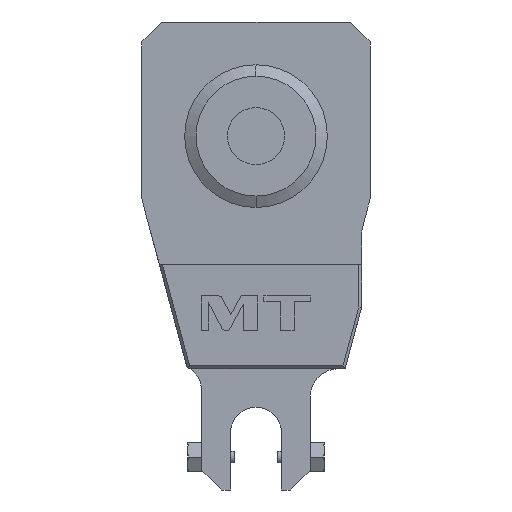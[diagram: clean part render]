
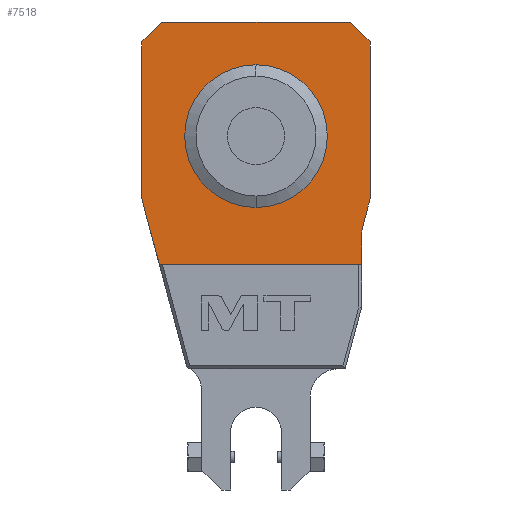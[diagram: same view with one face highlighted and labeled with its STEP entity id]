
A CAD part, left-side view. The second image highlights one B-rep face of the part: STEP entity #7518.
In plain terms, the highlighted planar face has unit normal (-1, 0, 0).
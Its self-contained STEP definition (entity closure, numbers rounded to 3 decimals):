
#1518=DIRECTION('',(0.,0.,-1.));
#1519=VECTOR('',#1518,10.487);
#1520=CARTESIAN_POINT('',(-128.4,-37.,7.487));
#1521=LINE('',#1520,#1519);
#1522=DIRECTION('',(0.,1.,0.));
#1523=VECTOR('',#1522,70.837);
#1524=CARTESIAN_POINT('',(-128.4,-37.,-3.));
#1525=LINE('',#1524,#1523);
#1526=DIRECTION('',(0.,0.259,0.966));
#1527=VECTOR('',#1526,23.811);
#1528=CARTESIAN_POINT('',(-128.4,33.837,-3.));
#1529=LINE('',#1528,#1527);
#1530=DIRECTION('',(0.,0.,1.));
#1531=VECTOR('',#1530,55.);
#1532=CARTESIAN_POINT('',(-128.4,40.,20.));
#1533=LINE('',#1532,#1531);
#1534=DIRECTION('',(0.,-1.,0.));
#1535=VECTOR('',#1534,66.);
#1536=CARTESIAN_POINT('',(-128.4,33.,82.));
#1537=LINE('',#1536,#1535);
#1538=DIRECTION('',(0.,0.,-1.));
#1539=VECTOR('',#1538,55.);
#1540=CARTESIAN_POINT('',(-128.4,-40.,75.));
#1541=LINE('',#1540,#1539);
#1542=DIRECTION('',(0.,0.259,-0.966));
#1543=VECTOR('',#1542,10.275);
#1544=CARTESIAN_POINT('',(-128.4,-40.,20.));
#1545=LINE('',#1544,#1543);
#1546=CARTESIAN_POINT('',(-128.4,-47.,7.487));
#1547=DIRECTION('',(-1.,0.,0.));
#1548=DIRECTION('',(0.,0.966,0.259));
#1549=AXIS2_PLACEMENT_3D('',#1546,#1547,#1548);
#1563=DIRECTION('',(0.,0.707,-0.707));
#1564=VECTOR('',#1563,9.899);
#1565=CARTESIAN_POINT('',(-128.4,33.,82.));
#1566=LINE('',#1565,#1564);
#1579=DIRECTION('',(0.,0.707,0.707));
#1580=VECTOR('',#1579,9.899);
#1581=CARTESIAN_POINT('',(-128.4,-40.,75.));
#1582=LINE('',#1581,#1580);
#1599=CARTESIAN_POINT('',(-128.4,0.,42.));
#1600=DIRECTION('',(1.,0.,0.));
#1601=DIRECTION('',(0.,0.396,-0.918));
#1602=AXIS2_PLACEMENT_3D('',#1599,#1600,#1601);
#1604=DIRECTION('',(0.,-1.,0.));
#1605=VECTOR('',#1604,16.621);
#1606=CARTESIAN_POINT('',(-128.4,8.311,61.286));
#1607=LINE('',#1606,#1605);
#1622=CARTESIAN_POINT('',(-128.4,0.,42.));
#1623=DIRECTION('',(1.,0.,0.));
#1624=DIRECTION('',(0.,-0.396,0.918));
#1625=AXIS2_PLACEMENT_3D('',#1622,#1623,#1624);
#1627=DIRECTION('',(0.,-1.,0.));
#1628=VECTOR('',#1627,16.621);
#1629=CARTESIAN_POINT('',(-128.4,8.311,22.714));
#1630=LINE('',#1629,#1628);
#5464=CARTESIAN_POINT('',(-128.4,-40.,20.));
#5465=CARTESIAN_POINT('',(-128.4,-37.341,10.076));
#5466=VERTEX_POINT('',#5464);
#5467=VERTEX_POINT('',#5465);
#5472=CARTESIAN_POINT('',(-128.4,40.,20.));
#5474=VERTEX_POINT('',#5472);
#5476=CARTESIAN_POINT('',(-128.4,33.,82.));
#5478=VERTEX_POINT('',#5476);
#5480=CARTESIAN_POINT('',(-128.4,40.,75.));
#5482=VERTEX_POINT('',#5480);
#5484=CARTESIAN_POINT('',(-128.4,-40.,75.));
#5486=VERTEX_POINT('',#5484);
#5488=CARTESIAN_POINT('',(-128.4,-33.,82.));
#5490=VERTEX_POINT('',#5488);
#5492=CARTESIAN_POINT('',(-128.4,-37.,7.487));
#5493=CARTESIAN_POINT('',(-128.4,-37.,-3.));
#5494=VERTEX_POINT('',#5492);
#5495=VERTEX_POINT('',#5493);
#5496=CARTESIAN_POINT('',(-128.4,33.837,-3.));
#5497=VERTEX_POINT('',#5496);
#5524=CARTESIAN_POINT('',(-128.4,8.311,22.714));
#5525=CARTESIAN_POINT('',(-128.4,8.311,61.286));
#5526=VERTEX_POINT('',#5524);
#5527=VERTEX_POINT('',#5525);
#5528=CARTESIAN_POINT('',(-128.4,-8.311,61.286));
#5529=CARTESIAN_POINT('',(-128.4,-8.311,22.714));
#5530=VERTEX_POINT('',#5528);
#5531=VERTEX_POINT('',#5529);
#7483=CARTESIAN_POINT('',(-128.4,0.,42.));
#7484=DIRECTION('',(1.,0.,0.));
#7485=DIRECTION('',(0.,1.,0.));
#7486=AXIS2_PLACEMENT_3D('',#7483,#7484,#7485);
#7487=PLANE('',#7486);
#7488=ORIENTED_EDGE('',*,*,#7474,.T.);
#7489=ORIENTED_EDGE('',*,*,#7464,.T.);
#7491=ORIENTED_EDGE('',*,*,#7490,.T.);
#7493=ORIENTED_EDGE('',*,*,#7492,.T.);
#7495=ORIENTED_EDGE('',*,*,#7494,.F.);
#7497=ORIENTED_EDGE('',*,*,#7496,.T.);
#7499=ORIENTED_EDGE('',*,*,#7498,.F.);
#7501=ORIENTED_EDGE('',*,*,#7500,.T.);
#7503=ORIENTED_EDGE('',*,*,#7502,.T.);
#7505=ORIENTED_EDGE('',*,*,#7504,.T.);
#7506=EDGE_LOOP('',(#7488,#7489,#7491,#7493,#7495,#7497,#7499,#7501,#7503,
#7505));
#7507=FACE_OUTER_BOUND('',#7506,.F.);
#7509=ORIENTED_EDGE('',*,*,#7508,.F.);
#7511=ORIENTED_EDGE('',*,*,#7510,.T.);
#7513=ORIENTED_EDGE('',*,*,#7512,.F.);
#7515=ORIENTED_EDGE('',*,*,#7514,.F.);
#7516=EDGE_LOOP('',(#7509,#7511,#7513,#7515));
#7517=FACE_BOUND('',#7516,.F.);
#7518=ADVANCED_FACE('',(#7507,#7517),#7487,.F.);
#1550=CIRCLE('',#1549,10.);
#1603=CIRCLE('',#1602,21.);
#1626=CIRCLE('',#1625,21.);
#7464=EDGE_CURVE('',#5495,#5497,#1525,.T.);
#7474=EDGE_CURVE('',#5494,#5495,#1521,.T.);
#7490=EDGE_CURVE('',#5497,#5474,#1529,.T.);
#7492=EDGE_CURVE('',#5474,#5482,#1533,.T.);
#7494=EDGE_CURVE('',#5478,#5482,#1566,.T.);
#7496=EDGE_CURVE('',#5478,#5490,#1537,.T.);
#7498=EDGE_CURVE('',#5486,#5490,#1582,.T.);
#7500=EDGE_CURVE('',#5486,#5466,#1541,.T.);
#7502=EDGE_CURVE('',#5466,#5467,#1545,.T.);
#7504=EDGE_CURVE('',#5467,#5494,#1550,.T.);
#7508=EDGE_CURVE('',#5526,#5527,#1603,.T.);
#7510=EDGE_CURVE('',#5526,#5531,#1630,.T.);
#7512=EDGE_CURVE('',#5530,#5531,#1626,.T.);
#7514=EDGE_CURVE('',#5527,#5530,#1607,.T.);
